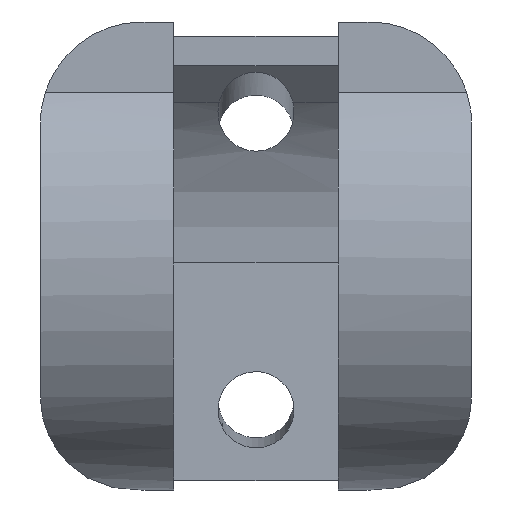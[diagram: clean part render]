
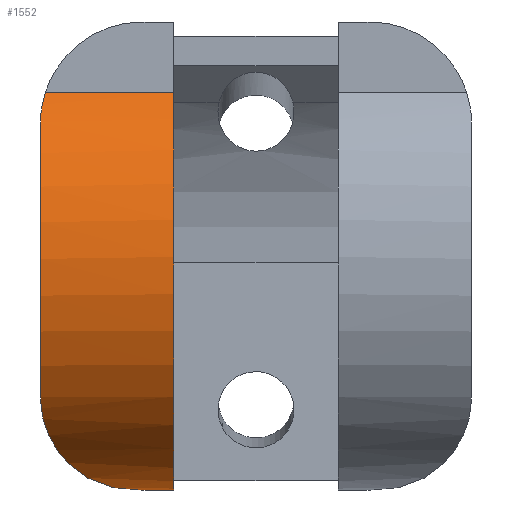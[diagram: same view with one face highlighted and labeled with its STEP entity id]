
A CAD part, front view. The second image highlights one B-rep face of the part: STEP entity #1552.
In plain terms, the highlighted cylindrical face has radius 9 mm (diameter 18 mm), a partial arc.
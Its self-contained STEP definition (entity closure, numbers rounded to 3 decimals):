
#572=CARTESIAN_POINT('Vertex',(-3.25,-21.,15.708)) ;
#575=CARTESIAN_POINT('Axis2P3D Location',(-3.25,-15.,9.)) ;
#579=CARTESIAN_POINT('Vertex',(-3.25,-14.609,0.009)) ;
#1290=CARTESIAN_POINT('Vertex',(-8.304,-21.,15.708)) ;
#1295=CARTESIAN_POINT('Line Origine',(-5.777,-21.,15.708)) ;
#1412=CARTESIAN_POINT('Control Point',(-8.304,-21.,15.708)) ;
#1413=CARTESIAN_POINT('Control Point',(-8.425,-21.396,15.354)) ;
#1414=CARTESIAN_POINT('Control Point',(-8.5,-21.77,14.955)) ;
#1415=CARTESIAN_POINT('Control Point',(-8.5,-22.105,14.524)) ;
#1416=CARTESIAN_POINT('Vertex',(-8.5,-22.105,14.524)) ;
#1492=CARTESIAN_POINT('Vertex',(-8.5,-22.259,3.679)) ;
#1495=CARTESIAN_POINT('Axis2P3D Location',(-8.5,-15.,9.)) ;
#1512=CARTESIAN_POINT('Axis2P3D Location',(0.,-15.,9.)) ;
#1517=CARTESIAN_POINT('Line Origine',(0.,-14.609,0.009)) ;
#1521=CARTESIAN_POINT('Vertex',(-4.5,-14.609,0.009)) ;
#1525=CARTESIAN_POINT('Control Point',(-4.5,-14.609,0.009)) ;
#1526=CARTESIAN_POINT('Control Point',(-4.563,-14.703,0.004)) ;
#1527=CARTESIAN_POINT('Control Point',(-4.625,-14.796,0.002)) ;
#1528=CARTESIAN_POINT('Control Point',(-4.676,-14.872,0.001)) ;
#1529=CARTESIAN_POINT('Control Point',(-4.765,-15.006,-0.001)) ;
#1530=CARTESIAN_POINT('Control Point',(-4.854,-15.14,0.001)) ;
#1531=CARTESIAN_POINT('Control Point',(-4.904,-15.216,0.002)) ;
#1532=CARTESIAN_POINT('Control Point',(-5.292,-15.8,0.02)) ;
#1533=CARTESIAN_POINT('Control Point',(-5.676,-16.384,0.087)) ;
#1534=CARTESIAN_POINT('Control Point',(-5.992,-16.874,0.176)) ;
#1535=CARTESIAN_POINT('Control Point',(-6.621,-17.868,0.43)) ;
#1536=CARTESIAN_POINT('Control Point',(-7.196,-18.844,0.835)) ;
#1537=CARTESIAN_POINT('Control Point',(-7.471,-19.335,1.083)) ;
#1538=CARTESIAN_POINT('Control Point',(-7.955,-20.266,1.649)) ;
#1539=CARTESIAN_POINT('Control Point',(-8.302,-21.138,2.383)) ;
#1540=CARTESIAN_POINT('Control Point',(-8.429,-21.543,2.78)) ;
#1541=CARTESIAN_POINT('Control Point',(-8.5,-21.919,3.216)) ;
#1542=CARTESIAN_POINT('Control Point',(-8.5,-22.259,3.679)) ;
#576=DIRECTION('Axis2P3D Direction',(1.,0.,0.)) ;
#1296=DIRECTION('Vector Direction',(1.,0.,0.)) ;
#1496=DIRECTION('Axis2P3D Direction',(1.,0.,0.)) ;
#1513=DIRECTION('Axis2P3D Direction',(1.,0.,0.)) ;
#1514=DIRECTION('Axis2P3D XDirection',(0.,-0.667,0.745)) ;
#1518=DIRECTION('Vector Direction',(1.,0.,0.)) ;
#577=AXIS2_PLACEMENT_3D('Circle Axis2P3D',#575,#576,$) ;
#1497=AXIS2_PLACEMENT_3D('Circle Axis2P3D',#1495,#1496,$) ;
#1515=AXIS2_PLACEMENT_3D('Cylinder Axis2P3D',#1512,#1513,#1514) ;
#1545=ORIENTED_EDGE('',*,*,#1523,.T.) ;
#1546=ORIENTED_EDGE('',*,*,#581,.F.) ;
#1547=ORIENTED_EDGE('',*,*,#1299,.F.) ;
#1548=ORIENTED_EDGE('',*,*,#1418,.F.) ;
#1549=ORIENTED_EDGE('',*,*,#1499,.T.) ;
#1550=ORIENTED_EDGE('',*,*,#1543,.F.) ;
#1297=VECTOR('Line Direction',#1296,1.) ;
#1519=VECTOR('Line Direction',#1518,1.) ;
#1552=ADVANCED_FACE('PartBody',(#1551),#1516,.T.) ;
#1411=B_SPLINE_CURVE_WITH_KNOTS('',3,(#1412,#1413,#1414,#1415),.UNSPECIFIED.,.F.,.U.,(4,4),(0.,2.315),.UNSPECIFIED.) ;
#1524=B_SPLINE_CURVE_WITH_KNOTS('',5,(#1525,#1526,#1527,#1528,#1529,#1530,#1531,#1532,#1533,#1534,#1535,#1536,#1537,#1538,#1539,#1540,#1541,#1542),.UNSPECIFIED.,.F.,.U.,(6,3,3,3,3,6),(0.,0.798,1.596,5.757,10.087,14.148),.UNSPECIFIED.) ;
#578=CIRCLE('generated circle',#577,9.) ;
#1498=CIRCLE('generated circle',#1497,9.) ;
#1516=CYLINDRICAL_SURFACE('generated cylinder',#1515,9.) ;
#581=EDGE_CURVE('',#573,#580,#578,.T.) ;
#1299=EDGE_CURVE('',#1291,#573,#1298,.T.) ;
#1418=EDGE_CURVE('',#1417,#1291,#1411,.F.) ;
#1499=EDGE_CURVE('',#1417,#1493,#1498,.T.) ;
#1523=EDGE_CURVE('',#1522,#580,#1520,.T.) ;
#1543=EDGE_CURVE('',#1522,#1493,#1524,.T.) ;
#1544=EDGE_LOOP('',(#1545,#1546,#1547,#1548,#1549,#1550)) ;
#1551=FACE_OUTER_BOUND('',#1544,.T.) ;
#1298=LINE('Line',#1295,#1297) ;
#1520=LINE('Line',#1517,#1519) ;
#573=VERTEX_POINT('',#572) ;
#580=VERTEX_POINT('',#579) ;
#1291=VERTEX_POINT('',#1290) ;
#1417=VERTEX_POINT('',#1416) ;
#1493=VERTEX_POINT('',#1492) ;
#1522=VERTEX_POINT('',#1521) ;
